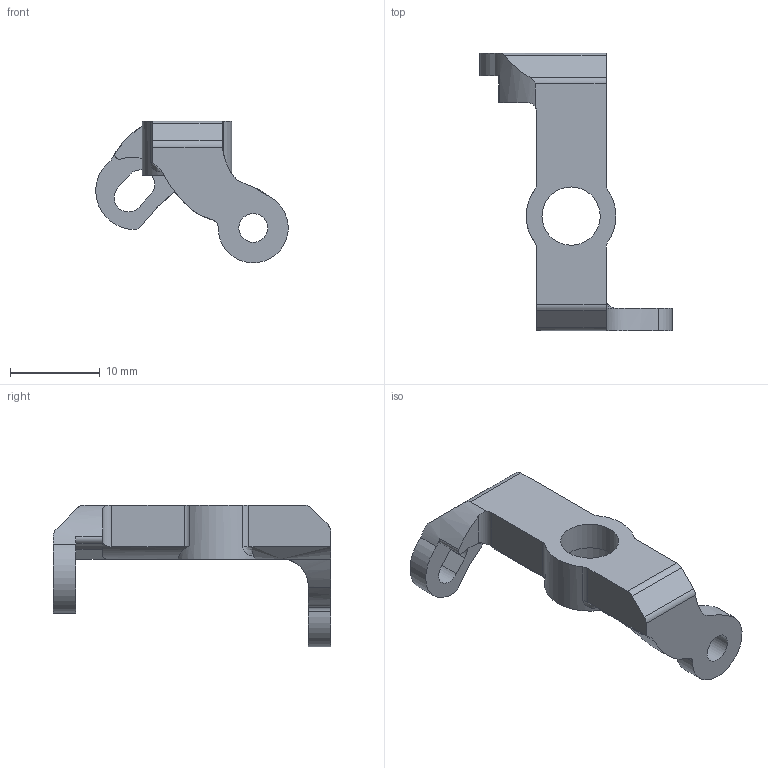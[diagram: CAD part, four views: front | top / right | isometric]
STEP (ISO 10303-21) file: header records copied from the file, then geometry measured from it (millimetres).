
FILE_DESCRIPTION(/* description */ (''),/* implementation_level */ '2;1');
FILE_NAME(/* name */ 'ptfe tube mount LDO.step',/* time_stamp */ '2023-10-16T19:47:25-04:00',/* author */ (''),/* organization */ (''),/* preprocessor_version */ 'ST-DEVELOPER v20',/* originating_system */ 'Autodesk Translation Framework v12.14.0.127',/* authorisation */ '');
FILE_SCHEMA (('AUTOMOTIVE_DESIGN { 1 0 10303 214 3 1 1 }'));
Length unit declared in the file: millimetre
Products named in the file (1): ptfe tube mount LDO
Bounding box: 21.42 x 30.9 x 15.78 mm (x, y, z)
Volume: 1499.8 mm3; surface area: 1384.3 mm2
Topology: 1 solids, 1 shells, 55 faces, 155 edges, 102 vertices
Faces by surface type: cylinder 30, plane 20, bspline 5
Full cylindrical faces by diameter (mm): 3.2 x1, 6.5 x1, 7.9 x1
Entity records: 2488 total; most frequent: CARTESIAN_POINT 1028, ORIENTED_EDGE 308, DIRECTION 287, EDGE_CURVE 154, AXIS2_PLACEMENT_3D 106, VERTEX_POINT 102, LINE 75, VECTOR 75
